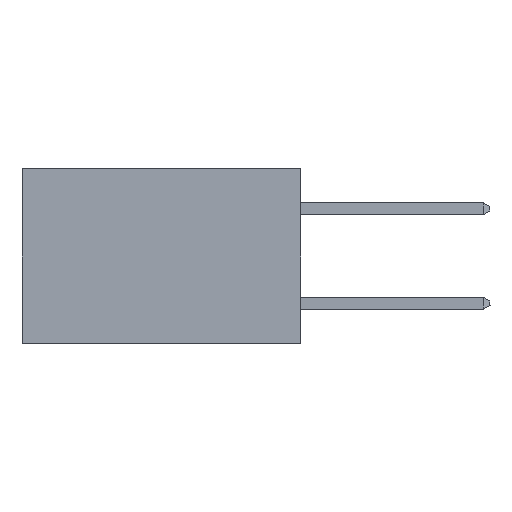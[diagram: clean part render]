
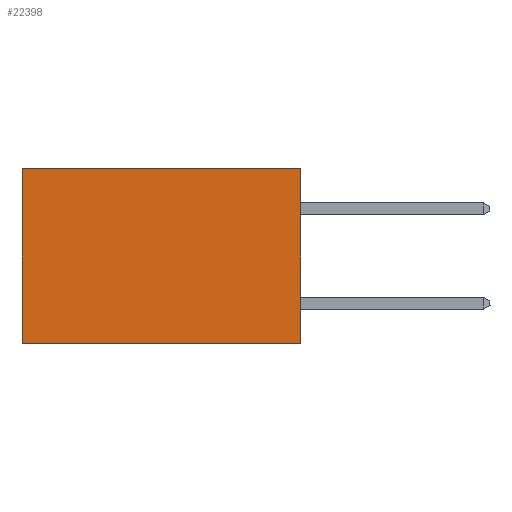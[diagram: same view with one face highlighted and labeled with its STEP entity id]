
A CAD part, left-side view. The second image highlights one B-rep face of the part: STEP entity #22398.
In plain terms, the highlighted planar face has unit normal (-1, 0, 0).
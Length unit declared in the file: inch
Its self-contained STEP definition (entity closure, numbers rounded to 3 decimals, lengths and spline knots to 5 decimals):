
#3725 = VECTOR ( 'NONE', #7068, 39.37008 ) ;
#4509 = PLANE ( 'NONE',  #12865 ) ;
#4754 = VERTEX_POINT ( 'NONE', #27213 ) ;
#5962 = EDGE_CURVE ( 'NONE', #16416, #18535, #16613, .T. ) ;
#6153 = ORIENTED_EDGE ( 'NONE', *, *, #5962, .F. ) ;
#7068 = DIRECTION ( 'NONE',  ( 0., 0., -1. ) ) ;
#9123 = VERTEX_POINT ( 'NONE', #29706 ) ;
#9414 = DIRECTION ( 'NONE',  ( 0., 0., -1. ) ) ;
#9951 = FACE_OUTER_BOUND ( 'NONE', #14283, .T. ) ;
#10915 = VECTOR ( 'NONE', #30156, 39.37008 ) ;
#11806 = CARTESIAN_POINT ( 'NONE',  ( 0.277, 0., -0.37 ) ) ;
#12159 = CARTESIAN_POINT ( 'NONE',  ( 0.277, 0., 0. ) ) ;
#12424 = EDGE_CURVE ( 'NONE', #9123, #4754, #17891, .T. ) ;
#12599 = DIRECTION ( 'NONE',  ( 0., 0., -1. ) ) ;
#12865 = AXIS2_PLACEMENT_3D ( 'NONE', #16588, #23907, #9414 ) ;
#14283 = EDGE_LOOP ( 'NONE', ( #26510, #29810, #6153, #18632 ) ) ;
#16416 = VERTEX_POINT ( 'NONE', #12159 ) ;
#16588 = CARTESIAN_POINT ( 'NONE',  ( 0.277, 0., -0.37 ) ) ;
#16613 = LINE ( 'NONE', #11806, #3725 ) ;
#17001 = VECTOR ( 'NONE', #22764, 39.37008 ) ;
#17345 = LINE ( 'NONE', #20537, #10915 ) ;
#17859 = CARTESIAN_POINT ( 'NONE',  ( 0.277, 0., -0.37 ) ) ;
#17891 = LINE ( 'NONE', #24680, #28433 ) ;
#18041 = EDGE_CURVE ( 'NONE', #18535, #4754, #23473, .T. ) ;
#18535 = VERTEX_POINT ( 'NONE', #24396 ) ;
#18632 = ORIENTED_EDGE ( 'NONE', *, *, #18705, .T. ) ;
#18705 = EDGE_CURVE ( 'NONE', #16416, #9123, #17345, .T. ) ;
#20537 = CARTESIAN_POINT ( 'NONE',  ( 0.277, 0., 0. ) ) ;
#22398 = ADVANCED_FACE ( 'NONE', ( #9951 ), #4509, .F. ) ;
#22764 = DIRECTION ( 'NONE',  ( 0., 1., 0. ) ) ;
#23473 = LINE ( 'NONE', #17859, #17001 ) ;
#23907 = DIRECTION ( 'NONE',  ( 1., 0., 0. ) ) ;
#24396 = CARTESIAN_POINT ( 'NONE',  ( 0.277, 0., -0.37 ) ) ;
#24680 = CARTESIAN_POINT ( 'NONE',  ( 0.277, 0.59, -0.37 ) ) ;
#26510 = ORIENTED_EDGE ( 'NONE', *, *, #12424, .T. ) ;
#27213 = CARTESIAN_POINT ( 'NONE',  ( 0.277, 0.59, -0.37 ) ) ;
#28433 = VECTOR ( 'NONE', #12599, 39.37008 ) ;
#29706 = CARTESIAN_POINT ( 'NONE',  ( 0.277, 0.59, 0. ) ) ;
#29810 = ORIENTED_EDGE ( 'NONE', *, *, #18041, .F. ) ;
#30156 = DIRECTION ( 'NONE',  ( 0., 1., 0. ) ) ;
